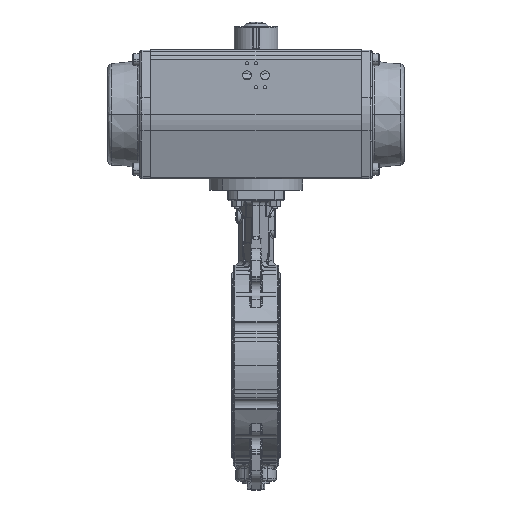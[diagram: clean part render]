
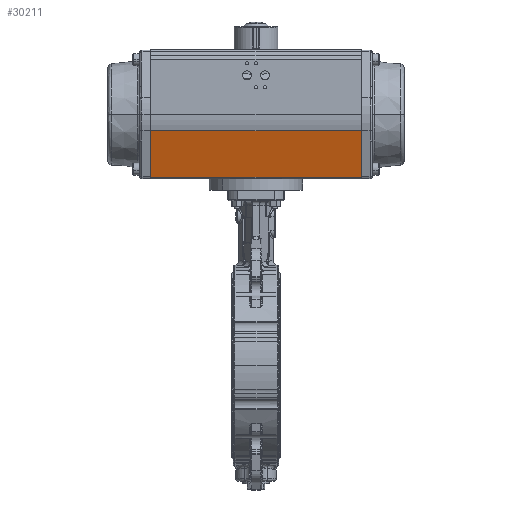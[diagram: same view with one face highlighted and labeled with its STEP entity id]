
A CAD part, top view. The second image highlights one B-rep face of the part: STEP entity #30211.
In plain terms, the highlighted planar face has unit normal (0, 0.288, -0.958).
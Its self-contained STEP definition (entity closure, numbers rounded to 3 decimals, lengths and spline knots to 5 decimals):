
#6968 = CARTESIAN_POINT ( 'NONE',  ( 0.06491, 0.19043, 0.47893 ) ) ;
#10203 = EDGE_LOOP ( 'NONE', ( #15702, #21966, #62951, #79737 ) ) ;
#15702 = ORIENTED_EDGE ( 'NONE', *, *, #70214, .T. ) ;
#16748 = VECTOR ( 'NONE', #83567, 1. ) ;
#21966 = ORIENTED_EDGE ( 'NONE', *, *, #80419, .T. ) ;
#24823 = EDGE_CURVE ( 'NONE', #50052, #60792, #52112, .T. ) ;
#28294 = DIRECTION ( 'NONE',  ( 0., 0.958, 0.288 ) ) ;
#30211 = ADVANCED_FACE ( 'NONE', ( #33517 ), #78659, .T. ) ;
#30453 = DIRECTION ( 'NONE',  ( -1., 0., 0. ) ) ;
#31555 = DIRECTION ( 'NONE',  ( 0., -0.958, -0.288 ) ) ;
#32080 = LINE ( 'NONE', #84673, #35158 ) ;
#33517 = FACE_OUTER_BOUND ( 'NONE', #10203, .T. ) ;
#35158 = VECTOR ( 'NONE', #92604, 1. ) ;
#44180 = VERTEX_POINT ( 'NONE', #6968 ) ;
#44327 = CARTESIAN_POINT ( 'NONE',  ( -0.21509, 0.2524, 0.49756 ) ) ;
#44874 = CARTESIAN_POINT ( 'NONE',  ( -0.21509, 0.19043, 0.47893 ) ) ;
#45705 = CARTESIAN_POINT ( 'NONE',  ( 0.06491, 0.2524, 0.49756 ) ) ;
#48402 = CARTESIAN_POINT ( 'NONE',  ( -0.21509, 0.19043, 0.47893 ) ) ;
#49995 = CARTESIAN_POINT ( 'NONE',  ( -0.21509, 0.2524, 0.49756 ) ) ;
#50052 = VERTEX_POINT ( 'NONE', #90489 ) ;
#52112 = LINE ( 'NONE', #73467, #88655 ) ;
#55671 = EDGE_CURVE ( 'NONE', #44180, #50052, #81591, .T. ) ;
#56797 = VECTOR ( 'NONE', #30453, 1. ) ;
#60792 = VERTEX_POINT ( 'NONE', #44327 ) ;
#62951 = ORIENTED_EDGE ( 'NONE', *, *, #55671, .T. ) ;
#65032 = AXIS2_PLACEMENT_3D ( 'NONE', #48402, #94018, #31555 ) ;
#70214 = EDGE_CURVE ( 'NONE', #60792, #86623, #88220, .T. ) ;
#73467 = CARTESIAN_POINT ( 'NONE',  ( -0.21509, 0.19043, 0.47893 ) ) ;
#78659 = PLANE ( 'NONE',  #65032 ) ;
#79737 = ORIENTED_EDGE ( 'NONE', *, *, #24823, .T. ) ;
#80419 = EDGE_CURVE ( 'NONE', #86623, #44180, #32080, .T. ) ;
#81591 = LINE ( 'NONE', #44874, #56797 ) ;
#83567 = DIRECTION ( 'NONE',  ( 1., 0., 0. ) ) ;
#84673 = CARTESIAN_POINT ( 'NONE',  ( 0.06491, 0.19043, 0.47893 ) ) ;
#86623 = VERTEX_POINT ( 'NONE', #45705 ) ;
#88220 = LINE ( 'NONE', #49995, #16748 ) ;
#88655 = VECTOR ( 'NONE', #28294, 1. ) ;
#90489 = CARTESIAN_POINT ( 'NONE',  ( -0.21509, 0.19043, 0.47893 ) ) ;
#92604 = DIRECTION ( 'NONE',  ( 0., -0.958, -0.288 ) ) ;
#94018 = DIRECTION ( 'NONE',  ( 0., 0.288, -0.958 ) ) ;
